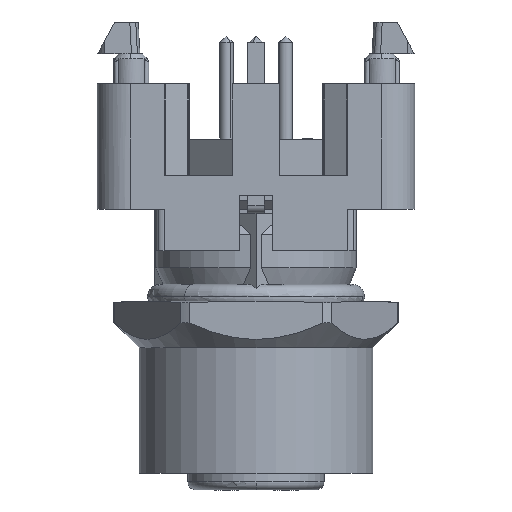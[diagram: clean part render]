
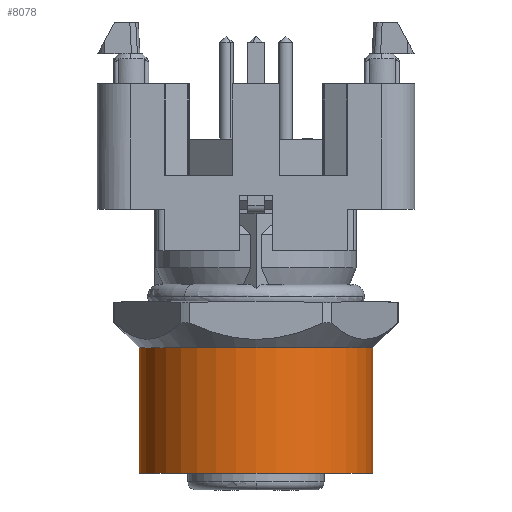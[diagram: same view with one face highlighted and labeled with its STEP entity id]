
A CAD part, front view. The second image highlights one B-rep face of the part: STEP entity #8078.
In plain terms, the highlighted cylindrical face has radius 7 mm (diameter 14 mm), a partial arc.
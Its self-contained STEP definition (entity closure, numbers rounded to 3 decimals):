
#8021=AXIS2_PLACEMENT_3D('Circle Axis2P3D',#8019,#8020,$) ;
#8051=AXIS2_PLACEMENT_3D('Cylinder Axis2P3D',#8048,#8049,#8050) ;
#8069=AXIS2_PLACEMENT_3D('Circle Axis2P3D',#8067,#8068,$) ;
#8014=CARTESIAN_POINT('Vertex',(2.47,8.5,8.5)) ;
#8016=CARTESIAN_POINT('Vertex',(16.47,8.5,8.5)) ;
#8019=CARTESIAN_POINT('Axis2P3D Location',(9.47,8.5,8.5)) ;
#8048=CARTESIAN_POINT('Axis2P3D Location',(9.47,8.5,4.75)) ;
#8053=CARTESIAN_POINT('Line Origine',(16.47,8.5,4.75)) ;
#8057=CARTESIAN_POINT('Vertex',(16.47,8.5,1.)) ;
#8060=CARTESIAN_POINT('Line Origine',(2.47,8.5,4.75)) ;
#8064=CARTESIAN_POINT('Vertex',(2.47,8.5,1.)) ;
#8067=CARTESIAN_POINT('Axis2P3D Location',(9.47,8.5,1.)) ;
#8020=DIRECTION('Axis2P3D Direction',(0.,0.,-1.)) ;
#8049=DIRECTION('Axis2P3D Direction',(0.,0.,-1.)) ;
#8050=DIRECTION('Axis2P3D XDirection',(1.,0.,0.)) ;
#8054=DIRECTION('Vector Direction',(0.,0.,-1.)) ;
#8061=DIRECTION('Vector Direction',(0.,0.,-1.)) ;
#8068=DIRECTION('Axis2P3D Direction',(0.,0.,-1.)) ;
#8055=VECTOR('Line Direction',#8054,1.) ;
#8062=VECTOR('Line Direction',#8061,1.) ;
#8073=ORIENTED_EDGE('',*,*,#8059,.T.) ;
#8074=ORIENTED_EDGE('',*,*,#8023,.T.) ;
#8075=ORIENTED_EDGE('',*,*,#8066,.T.) ;
#8076=ORIENTED_EDGE('',*,*,#8071,.F.) ;
#8078=ADVANCED_FACE('V1',(#8077),#8052,.T.) ;
#8022=CIRCLE('generated circle',#8021,7.) ;
#8070=CIRCLE('generated circle',#8069,7.) ;
#8052=CYLINDRICAL_SURFACE('generated cylinder',#8051,7.) ;
#8023=EDGE_CURVE('',#8017,#8015,#8022,.T.) ;
#8059=EDGE_CURVE('',#8058,#8017,#8056,.F.) ;
#8066=EDGE_CURVE('',#8015,#8065,#8063,.T.) ;
#8071=EDGE_CURVE('',#8058,#8065,#8070,.T.) ;
#8072=EDGE_LOOP('',(#8073,#8074,#8075,#8076)) ;
#8077=FACE_OUTER_BOUND('',#8072,.T.) ;
#8056=LINE('Line',#8053,#8055) ;
#8063=LINE('Line',#8060,#8062) ;
#8015=VERTEX_POINT('',#8014) ;
#8017=VERTEX_POINT('',#8016) ;
#8058=VERTEX_POINT('',#8057) ;
#8065=VERTEX_POINT('',#8064) ;
